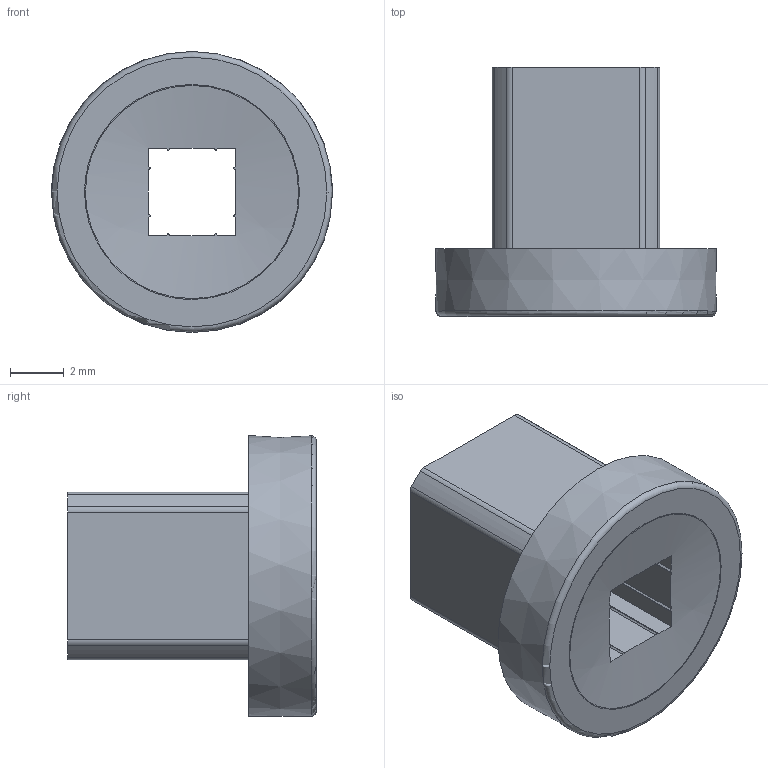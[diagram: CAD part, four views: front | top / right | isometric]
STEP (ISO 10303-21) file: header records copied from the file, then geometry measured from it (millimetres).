
FILE_DESCRIPTION(/* description */ (''),/* implementation_level */ '2;1');
FILE_NAME(/* name */ '2.75'''' Omni-Directional Wheel-Parts\Wheel Hub Insert.ipt.step',/* time_stamp */ '2020-04-16T23:27:42-04:00',/* author */ ('Jordan'),/* organization */ (''),/* preprocessor_version */ 'ST-DEVELOPER v17',/* originating_system */ 'Autodesk Inventor 2019',/* authorisation */ '');
FILE_SCHEMA (('AUTOMOTIVE_DESIGN { 1 0 10303 214 3 1 1 }'));
Length unit declared in the file: inch
Products named in the file (1): Wheel Hub Insert
Bounding box: 10.5 x 9.3 x 10.5 mm (x, y, z)
Volume: 372.6 mm3; surface area: 509.3 mm2
Topology: 1 solids, 1 shells, 63 faces, 184 edges, 125 vertices
Faces by surface type: plane 39, cylinder 20, torus 2, cone 1, sphere 1
Entity records: 2228 total; most frequent: CARTESIAN_POINT 418, DIRECTION 397, ORIENTED_EDGE 368, EDGE_CURVE 184, AXIS2_PLACEMENT_3D 150, VERTEX_POINT 125, LINE 97, VECTOR 97
